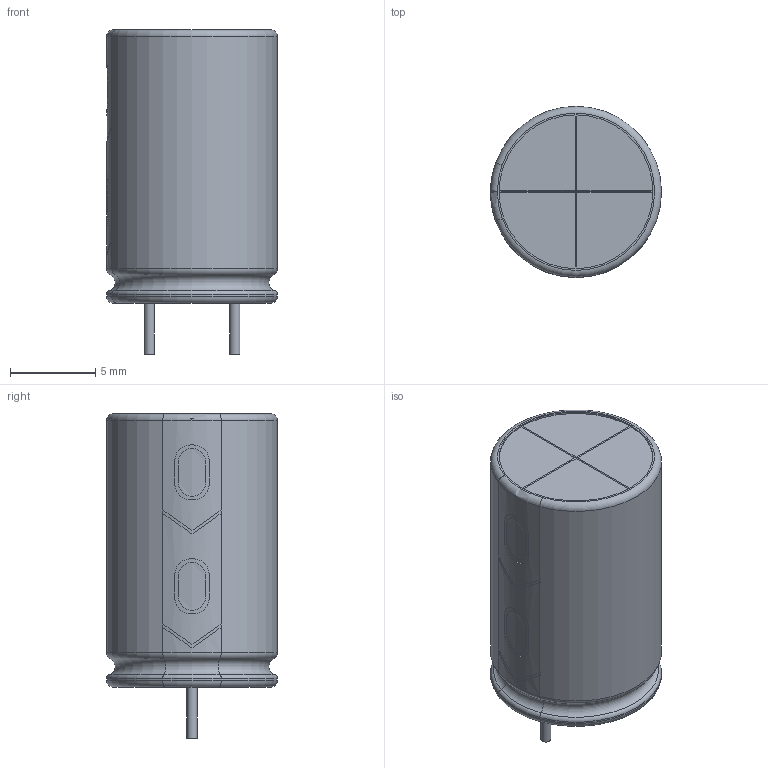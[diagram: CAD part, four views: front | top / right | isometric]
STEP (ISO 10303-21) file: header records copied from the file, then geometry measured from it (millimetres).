
FILE_DESCRIPTION(('STEP AP214'), '1');
FILE_NAME('El_Cap_VT', '', ('UNSPECIFIED'), ('UNSPECIFIED'), 'ASCON STEP Converter 1.6', 'ASCON Math Kernel', '');
FILE_SCHEMA(('AUTOMOTIVE_DESIGN { 1 0 10303 214 3 1 1}'));
Length unit declared in the file: millimetre
Bounding box: 10 x 10 x 19 mm (x, y, z)
Volume: 1232.3 mm3; surface area: 676.7 mm2
Topology: 1 solids, 1 shells, 100 faces, 270 edges, 180 vertices
Faces by surface type: plane 57, cylinder 33, torus 10
Full cylindrical faces by diameter (mm): 0.6 x2, 8 x1, 9 x1
Entity records: 4469 total; most frequent: CARTESIAN_POINT 1203, ORIENTED_EDGE 532, DIRECTION 473, EDGE_CURVE 266, VERTEX_POINT 180, AXIS2_PLACEMENT_3D 166, LINE 141, VECTOR 141
